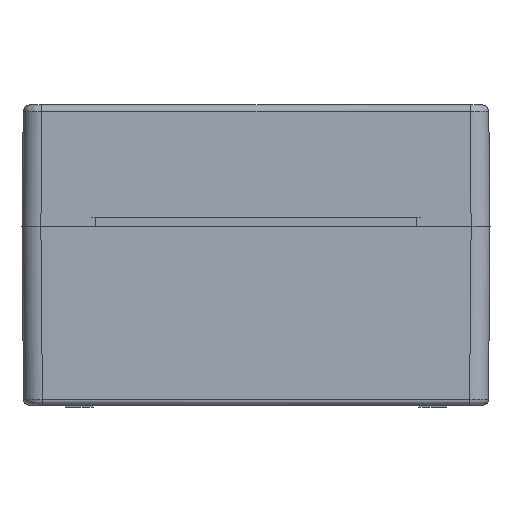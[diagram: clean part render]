
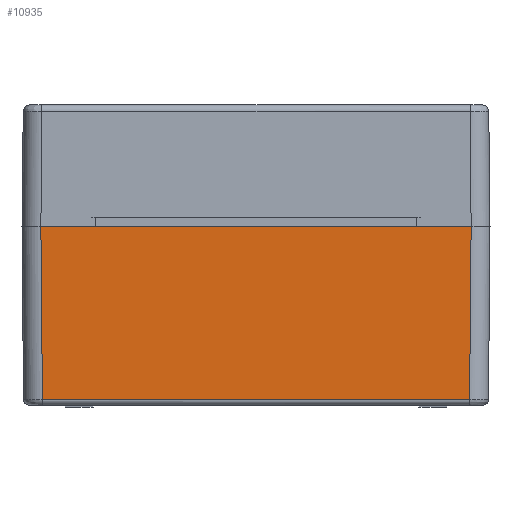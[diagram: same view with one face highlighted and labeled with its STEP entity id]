
A CAD part, left-side view. The second image highlights one B-rep face of the part: STEP entity #10935.
In plain terms, the highlighted planar face has unit normal (-1, 0, -0.009).
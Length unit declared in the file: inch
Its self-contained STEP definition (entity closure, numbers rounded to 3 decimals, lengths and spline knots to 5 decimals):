
#189 = DIRECTION ( 'NONE',  ( -1., 0., -0.009 ) ) ;
#347 = EDGE_CURVE ( 'NONE', #2574, #6749, #4709, .T. ) ;
#578 = CARTESIAN_POINT ( 'NONE',  ( -11.83445, 4.92126, 0. ) ) ;
#906 = VERTEX_POINT ( 'NONE', #11396 ) ;
#2265 = LINE ( 'NONE', #578, #12656 ) ;
#2330 = CARTESIAN_POINT ( 'NONE',  ( -11.83445, 4.52757, 0. ) ) ;
#2574 = VERTEX_POINT ( 'NONE', #14923 ) ;
#3716 = LINE ( 'NONE', #16906, #12975 ) ;
#4709 = LINE ( 'NONE', #12792, #16452 ) ;
#5697 = AXIS2_PLACEMENT_3D ( 'NONE', #16490, #189, #6741 ) ;
#5740 = EDGE_CURVE ( 'NONE', #2574, #20204, #2265, .T. ) ;
#6484 = CARTESIAN_POINT ( 'NONE',  ( -11.83445, 4.52757, 0. ) ) ;
#6741 = DIRECTION ( 'NONE',  ( -0.009, 0., 1. ) ) ;
#6749 = VERTEX_POINT ( 'NONE', #12468 ) ;
#7170 = DIRECTION ( 'NONE',  ( 0., 1., 0. ) ) ;
#8464 = PLANE ( 'NONE',  #5697 ) ;
#8572 = EDGE_CURVE ( 'NONE', #6749, #906, #3716, .T. ) ;
#10665 = ORIENTED_EDGE ( 'NONE', *, *, #8572, .F. ) ;
#10836 = DIRECTION ( 'NONE',  ( 0.009, 0.009, -1. ) ) ;
#10935 = ADVANCED_FACE ( 'NONE', ( #16582 ), #8464, .T. ) ;
#11396 = CARTESIAN_POINT ( 'NONE',  ( -11.80266, 4.49578, -3.64276 ) ) ;
#12079 = DIRECTION ( 'NONE',  ( 0., 1., 0. ) ) ;
#12468 = CARTESIAN_POINT ( 'NONE',  ( -11.80266, -4.49578, -3.64276 ) ) ;
#12656 = VECTOR ( 'NONE', #12079, 39.37008 ) ;
#12792 = CARTESIAN_POINT ( 'NONE',  ( -11.8341, -4.52723, -0.03954 ) ) ;
#12975 = VECTOR ( 'NONE', #7170, 39.37008 ) ;
#14512 = EDGE_CURVE ( 'NONE', #20204, #906, #19220, .T. ) ;
#14538 = ORIENTED_EDGE ( 'NONE', *, *, #5740, .T. ) ;
#14707 = EDGE_LOOP ( 'NONE', ( #14538, #17923, #10665, #18737 ) ) ;
#14923 = CARTESIAN_POINT ( 'NONE',  ( -11.83445, -4.52757, 0. ) ) ;
#16452 = VECTOR ( 'NONE', #10836, 39.37008 ) ;
#16490 = CARTESIAN_POINT ( 'NONE',  ( -11.83445, 4.92126, -0.00003 ) ) ;
#16582 = FACE_OUTER_BOUND ( 'NONE', #14707, .T. ) ;
#16906 = CARTESIAN_POINT ( 'NONE',  ( -11.80266, 2.46063, -3.64276 ) ) ;
#16977 = VECTOR ( 'NONE', #17119, 39.37008 ) ;
#17119 = DIRECTION ( 'NONE',  ( 0.009, -0.009, -1. ) ) ;
#17923 = ORIENTED_EDGE ( 'NONE', *, *, #14512, .T. ) ;
#18737 = ORIENTED_EDGE ( 'NONE', *, *, #347, .F. ) ;
#19220 = LINE ( 'NONE', #2330, #16977 ) ;
#20204 = VERTEX_POINT ( 'NONE', #6484 ) ;
